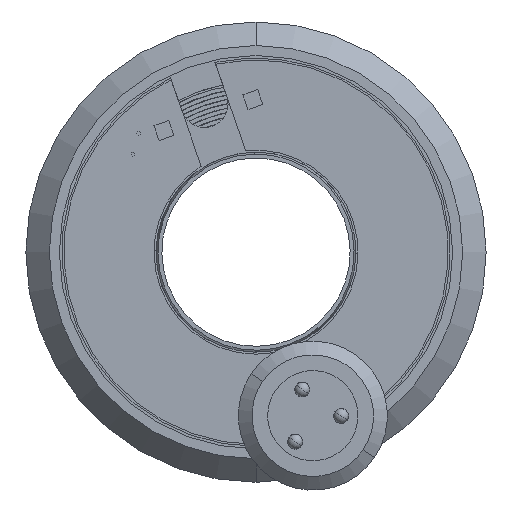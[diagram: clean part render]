
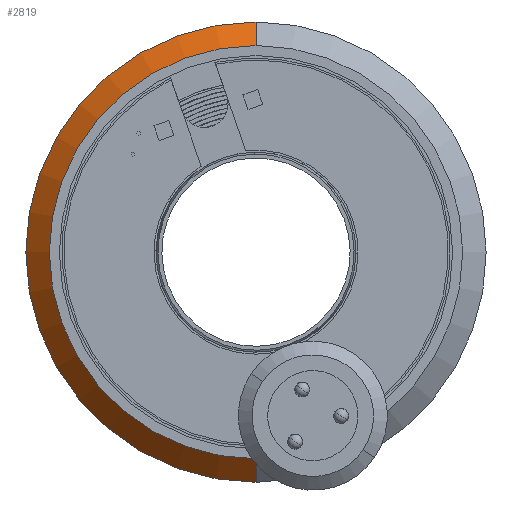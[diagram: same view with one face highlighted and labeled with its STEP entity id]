
A CAD part, front view. The second image highlights one B-rep face of the part: STEP entity #2819.
In plain terms, the highlighted conical face has half-angle 45 degrees and reference radius 14.903 mm.
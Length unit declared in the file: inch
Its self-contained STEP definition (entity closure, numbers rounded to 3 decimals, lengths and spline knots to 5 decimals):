
#1019 = CARTESIAN_POINT ( 'NONE',  ( 0., 0.06, 0.58675 ) ) ;
#2465 = VERTEX_POINT ( 'NONE', #15337 ) ;
#2819 = ADVANCED_FACE ( 'NONE', ( #35398 ), #54179, .T. ) ;
#3962 = DIRECTION ( 'NONE',  ( 0., 1., 0. ) ) ;
#4659 = EDGE_LOOP ( 'NONE', ( #36562, #46106, #53251, #52350 ) ) ;
#8082 = CARTESIAN_POINT ( 'NONE',  ( 0., 0.06, -0.58675 ) ) ;
#9104 = DIRECTION ( 'NONE',  ( 0., -1., 0. ) ) ;
#12753 = VERTEX_POINT ( 'NONE', #8082 ) ;
#14939 = CARTESIAN_POINT ( 'NONE',  ( 0., 0.06, 0. ) ) ;
#15337 = CARTESIAN_POINT ( 'NONE',  ( 0., 0., -0.52675 ) ) ;
#17230 = CIRCLE ( 'NONE', #42241, 0.52675 ) ;
#18661 = VERTEX_POINT ( 'NONE', #45834 ) ;
#19187 = DIRECTION ( 'NONE',  ( 0., 0., 1. ) ) ;
#19644 = AXIS2_PLACEMENT_3D ( 'NONE', #50677, #3962, #54737 ) ;
#20336 = DIRECTION ( 'NONE',  ( 0., 0.707, -0.707 ) ) ;
#22462 = LINE ( 'NONE', #1019, #54882 ) ;
#27491 = EDGE_CURVE ( 'NONE', #2465, #12753, #53846, .T. ) ;
#32706 = EDGE_CURVE ( 'NONE', #45171, #2465, #17230, .T. ) ;
#34582 = CARTESIAN_POINT ( 'NONE',  ( 0., 0., 0. ) ) ;
#35059 = DIRECTION ( 'NONE',  ( 0., 0.707, 0.707 ) ) ;
#35398 = FACE_OUTER_BOUND ( 'NONE', #4659, .T. ) ;
#36562 = ORIENTED_EDGE ( 'NONE', *, *, #27491, .F. ) ;
#37196 = CARTESIAN_POINT ( 'NONE',  ( 0., 0.06, -0.58675 ) ) ;
#38800 = DIRECTION ( 'NONE',  ( 0., 0., 1. ) ) ;
#42241 = AXIS2_PLACEMENT_3D ( 'NONE', #34582, #9104, #38800 ) ;
#42407 = EDGE_CURVE ( 'NONE', #12753, #18661, #47803, .T. ) ;
#44580 = DIRECTION ( 'NONE',  ( 0., 1., 0. ) ) ;
#45171 = VERTEX_POINT ( 'NONE', #53524 ) ;
#45647 = EDGE_CURVE ( 'NONE', #45171, #18661, #22462, .T. ) ;
#45834 = CARTESIAN_POINT ( 'NONE',  ( 0., 0.06, 0.58675 ) ) ;
#46106 = ORIENTED_EDGE ( 'NONE', *, *, #32706, .F. ) ;
#47665 = AXIS2_PLACEMENT_3D ( 'NONE', #14939, #44580, #19187 ) ;
#47803 = CIRCLE ( 'NONE', #47665, 0.58675 ) ;
#50677 = CARTESIAN_POINT ( 'NONE',  ( 0., 0.06, 0. ) ) ;
#52350 = ORIENTED_EDGE ( 'NONE', *, *, #42407, .F. ) ;
#52507 = VECTOR ( 'NONE', #20336, 39.37008 ) ;
#53251 = ORIENTED_EDGE ( 'NONE', *, *, #45647, .T. ) ;
#53524 = CARTESIAN_POINT ( 'NONE',  ( 0., 0., 0.52675 ) ) ;
#53846 = LINE ( 'NONE', #37196, #52507 ) ;
#54179 = CONICAL_SURFACE ( 'NONE', #19644, 0.58675, 0.785 ) ;
#54737 = DIRECTION ( 'NONE',  ( 0., 0., 1. ) ) ;
#54882 = VECTOR ( 'NONE', #35059, 39.37008 ) ;
